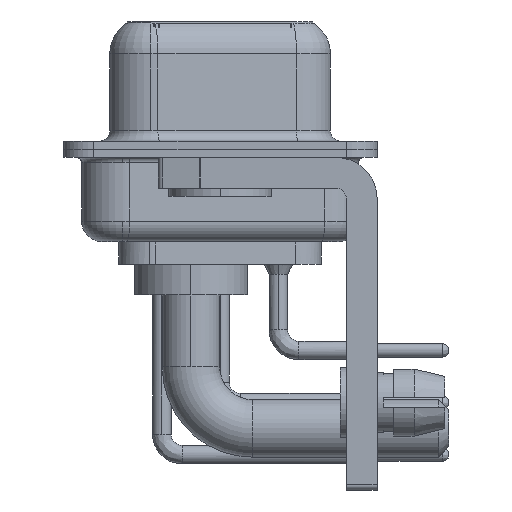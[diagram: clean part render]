
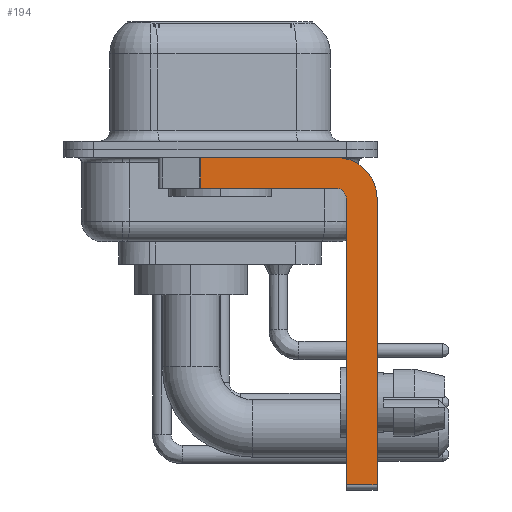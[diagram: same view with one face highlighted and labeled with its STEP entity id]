
A CAD part, left-side view. The second image highlights one B-rep face of the part: STEP entity #194.
In plain terms, the highlighted planar face has unit normal (-1, 0, 0).
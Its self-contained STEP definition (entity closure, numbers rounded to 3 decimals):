
#194 = ADVANCED_FACE ( 'NONE', ( #30363 ), #25568, .F. ) ;
#614 = DIRECTION ( 'NONE',  ( 0., 0., 1. ) ) ;
#1036 = VERTEX_POINT ( 'NONE', #19409 ) ;
#1176 = DIRECTION ( 'NONE',  ( 0., -1., 0. ) ) ;
#2450 = CARTESIAN_POINT ( 'NONE',  ( -2.9, 0.978, -0.4 ) ) ;
#2621 = AXIS2_PLACEMENT_3D ( 'NONE', #5499, #20298, #6126 ) ;
#2814 = ORIENTED_EDGE ( 'NONE', *, *, #7486, .F. ) ;
#3182 = LINE ( 'NONE', #13000, #28609 ) ;
#4006 = AXIS2_PLACEMENT_3D ( 'NONE', #15408, #13471, #614 ) ;
#4254 = CARTESIAN_POINT ( 'NONE',  ( -2.9, 0.978, -1.9 ) ) ;
#5299 = EDGE_CURVE ( 'NONE', #21899, #26213, #13114, .T. ) ;
#5499 = CARTESIAN_POINT ( 'NONE',  ( -2.9, -5.65, -2.4 ) ) ;
#5884 = AXIS2_PLACEMENT_3D ( 'NONE', #15030, #7943, #14547 ) ;
#6126 = DIRECTION ( 'NONE',  ( 0., 0., -1. ) ) ;
#7455 = EDGE_CURVE ( 'NONE', #16621, #30598, #29115, .T. ) ;
#7486 = EDGE_CURVE ( 'NONE', #30598, #24943, #3182, .T. ) ;
#7943 = DIRECTION ( 'NONE',  ( 1., 0., 0. ) ) ;
#7995 = VECTOR ( 'NONE', #20636, 1000. ) ;
#8971 = VECTOR ( 'NONE', #14035, 1000. ) ;
#9053 = ORIENTED_EDGE ( 'NONE', *, *, #30120, .F. ) ;
#10044 = VECTOR ( 'NONE', #13103, 1000. ) ;
#10328 = EDGE_CURVE ( 'NONE', #10623, #1036, #23190, .T. ) ;
#10623 = VERTEX_POINT ( 'NONE', #31487 ) ;
#11094 = ORIENTED_EDGE ( 'NONE', *, *, #7455, .F. ) ;
#12588 = CIRCLE ( 'NONE', #5884, 2. ) ;
#13000 = CARTESIAN_POINT ( 'NONE',  ( -2.9, -5.65, -1.9 ) ) ;
#13103 = DIRECTION ( 'NONE',  ( 0., 0., -1. ) ) ;
#13114 = LINE ( 'NONE', #18536, #7995 ) ;
#13471 = DIRECTION ( 'NONE',  ( -1., 0., 0. ) ) ;
#13753 = CARTESIAN_POINT ( 'NONE',  ( -2.9, 0.978, -1.9 ) ) ;
#14035 = DIRECTION ( 'NONE',  ( 0., 0., 1. ) ) ;
#14249 = ORIENTED_EDGE ( 'NONE', *, *, #10328, .T. ) ;
#14547 = DIRECTION ( 'NONE',  ( 0., 0., -1. ) ) ;
#15030 = CARTESIAN_POINT ( 'NONE',  ( -2.9, -5.65, -2.4 ) ) ;
#15408 = CARTESIAN_POINT ( 'NONE',  ( -2.9, -5.65, -2.4 ) ) ;
#15750 = CARTESIAN_POINT ( 'NONE',  ( -2.9, -5.65, -1.9 ) ) ;
#16621 = VERTEX_POINT ( 'NONE', #25007 ) ;
#16645 = ORIENTED_EDGE ( 'NONE', *, *, #21433, .T. ) ;
#16703 = CARTESIAN_POINT ( 'NONE',  ( -2.9, -5.65, -0.4 ) ) ;
#18053 = CARTESIAN_POINT ( 'NONE',  ( -2.9, -5.65, -16.35 ) ) ;
#18113 = DIRECTION ( 'NONE',  ( 0., 1., 0. ) ) ;
#18363 = VERTEX_POINT ( 'NONE', #22747 ) ;
#18536 = CARTESIAN_POINT ( 'NONE',  ( -2.9, 3., -0.4 ) ) ;
#18838 = CARTESIAN_POINT ( 'NONE',  ( -2.9, -6.15, -16.6 ) ) ;
#19033 = DIRECTION ( 'NONE',  ( 0., 0., -1. ) ) ;
#19409 = CARTESIAN_POINT ( 'NONE',  ( -2.9, -7.65, -16.35 ) ) ;
#20148 = EDGE_CURVE ( 'NONE', #26213, #18363, #12588, .T. ) ;
#20298 = DIRECTION ( 'NONE',  ( 1., 0., 0. ) ) ;
#20363 = EDGE_CURVE ( 'NONE', #10623, #16621, #21241, .T. ) ;
#20441 = EDGE_LOOP ( 'NONE', ( #30242, #16645, #2814, #11094, #27431, #14249, #9053, #26022 ) ) ;
#20636 = DIRECTION ( 'NONE',  ( 0., -1., 0. ) ) ;
#21241 = LINE ( 'NONE', #18838, #8971 ) ;
#21433 = EDGE_CURVE ( 'NONE', #21899, #24943, #26575, .T. ) ;
#21899 = VERTEX_POINT ( 'NONE', #2450 ) ;
#22725 = CARTESIAN_POINT ( 'NONE',  ( -2.9, -7.65, -2.4 ) ) ;
#22747 = CARTESIAN_POINT ( 'NONE',  ( -2.9, -7.65, -2.4 ) ) ;
#23190 = LINE ( 'NONE', #18053, #26122 ) ;
#24652 = LINE ( 'NONE', #22725, #10044 ) ;
#24943 = VERTEX_POINT ( 'NONE', #13753 ) ;
#25007 = CARTESIAN_POINT ( 'NONE',  ( -2.9, -6.15, -2.4 ) ) ;
#25568 = PLANE ( 'NONE',  #2621 ) ;
#26022 = ORIENTED_EDGE ( 'NONE', *, *, #20148, .F. ) ;
#26122 = VECTOR ( 'NONE', #1176, 1000. ) ;
#26213 = VERTEX_POINT ( 'NONE', #16703 ) ;
#26472 = VECTOR ( 'NONE', #19033, 1000. ) ;
#26575 = LINE ( 'NONE', #4254, #26472 ) ;
#27431 = ORIENTED_EDGE ( 'NONE', *, *, #20363, .F. ) ;
#28609 = VECTOR ( 'NONE', #18113, 1000. ) ;
#29115 = CIRCLE ( 'NONE', #4006, 0.5 ) ;
#30120 = EDGE_CURVE ( 'NONE', #18363, #1036, #24652, .T. ) ;
#30242 = ORIENTED_EDGE ( 'NONE', *, *, #5299, .F. ) ;
#30363 = FACE_OUTER_BOUND ( 'NONE', #20441, .T. ) ;
#30598 = VERTEX_POINT ( 'NONE', #15750 ) ;
#31487 = CARTESIAN_POINT ( 'NONE',  ( -2.9, -6.15, -16.35 ) ) ;
